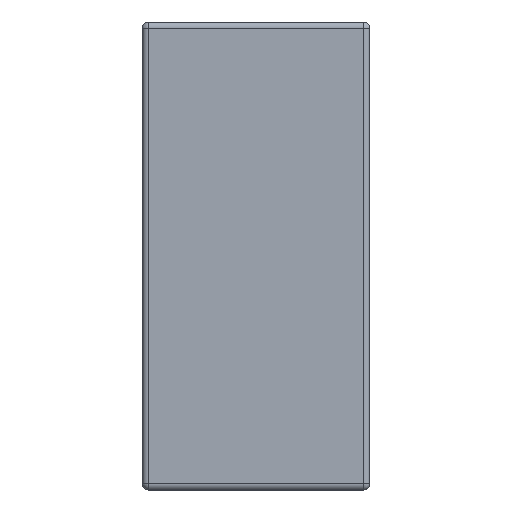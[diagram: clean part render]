
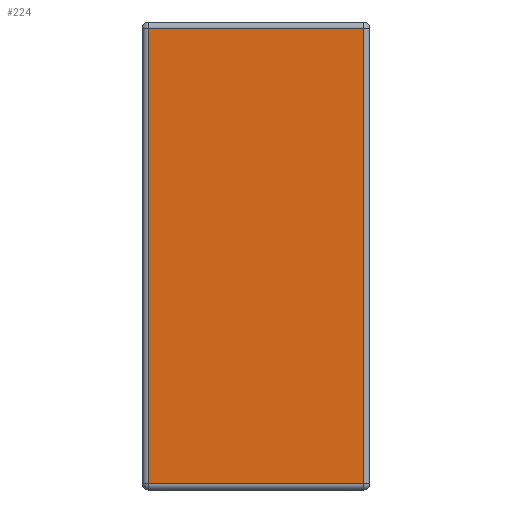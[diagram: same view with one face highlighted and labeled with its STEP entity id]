
A CAD part, left-side view. The second image highlights one B-rep face of the part: STEP entity #224.
In plain terms, the highlighted planar face has unit normal (-1, 0, 0).
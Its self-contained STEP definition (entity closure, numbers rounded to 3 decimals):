
#12 = VECTOR ( 'NONE', #783, 1000. ) ;
#155 = VERTEX_POINT ( 'NONE', #1855 ) ;
#177 = EDGE_LOOP ( 'NONE', ( #1418, #1823, #1302, #1594 ) ) ;
#224 = ADVANCED_FACE ( 'NONE', ( #509 ), #705, .T. ) ;
#332 = VECTOR ( 'NONE', #1827, 1000. ) ;
#375 = EDGE_CURVE ( 'NONE', #1661, #969, #1829, .T. ) ;
#389 = DIRECTION ( 'NONE',  ( -1., 0., 0. ) ) ;
#399 = AXIS2_PLACEMENT_3D ( 'NONE', #518, #389, #1584 ) ;
#413 = LINE ( 'NONE', #1510, #12 ) ;
#509 = FACE_OUTER_BOUND ( 'NONE', #177, .T. ) ;
#518 = CARTESIAN_POINT ( 'NONE',  ( -15.05, 7.3, 0. ) ) ;
#555 = DIRECTION ( 'NONE',  ( 0., 0., 1. ) ) ;
#615 = CARTESIAN_POINT ( 'NONE',  ( -15.05, 0.2, -14.8 ) ) ;
#684 = LINE ( 'NONE', #1817, #332 ) ;
#686 = CARTESIAN_POINT ( 'NONE',  ( -15.05, 0.2, -0.2 ) ) ;
#705 = PLANE ( 'NONE',  #399 ) ;
#720 = EDGE_CURVE ( 'NONE', #969, #155, #684, .T. ) ;
#783 = DIRECTION ( 'NONE',  ( 0., 0., -1. ) ) ;
#969 = VERTEX_POINT ( 'NONE', #686 ) ;
#1175 = EDGE_CURVE ( 'NONE', #1455, #1661, #1417, .T. ) ;
#1302 = ORIENTED_EDGE ( 'NONE', *, *, #1175, .T. ) ;
#1339 = CARTESIAN_POINT ( 'NONE',  ( -15.05, 7.1, -14.8 ) ) ;
#1417 = LINE ( 'NONE', #1619, #1626 ) ;
#1418 = ORIENTED_EDGE ( 'NONE', *, *, #720, .T. ) ;
#1423 = VECTOR ( 'NONE', #555, 1000. ) ;
#1455 = VERTEX_POINT ( 'NONE', #1339 ) ;
#1478 = DIRECTION ( 'NONE',  ( 0., -1., 0. ) ) ;
#1510 = CARTESIAN_POINT ( 'NONE',  ( -15.05, 7.1, 0. ) ) ;
#1584 = DIRECTION ( 'NONE',  ( 0., 0., 1. ) ) ;
#1594 = ORIENTED_EDGE ( 'NONE', *, *, #375, .T. ) ;
#1603 = CARTESIAN_POINT ( 'NONE',  ( -15.05, 0.2, 0. ) ) ;
#1619 = CARTESIAN_POINT ( 'NONE',  ( -15.05, 7.3, -14.8 ) ) ;
#1626 = VECTOR ( 'NONE', #1478, 1000. ) ;
#1646 = EDGE_CURVE ( 'NONE', #155, #1455, #413, .T. ) ;
#1661 = VERTEX_POINT ( 'NONE', #615 ) ;
#1817 = CARTESIAN_POINT ( 'NONE',  ( -15.05, 7.3, -0.2 ) ) ;
#1823 = ORIENTED_EDGE ( 'NONE', *, *, #1646, .T. ) ;
#1827 = DIRECTION ( 'NONE',  ( 0., 1., 0. ) ) ;
#1829 = LINE ( 'NONE', #1603, #1423 ) ;
#1855 = CARTESIAN_POINT ( 'NONE',  ( -15.05, 7.1, -0.2 ) ) ;
